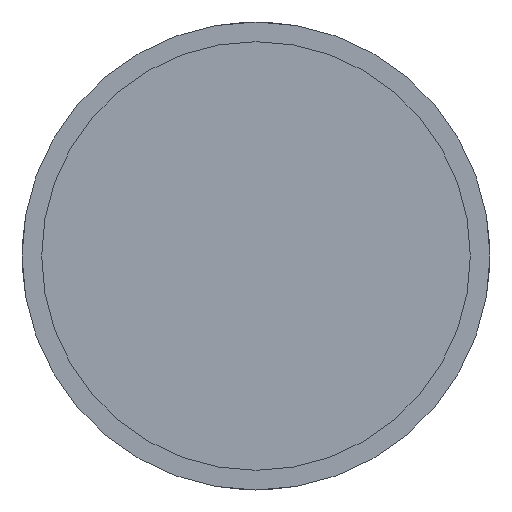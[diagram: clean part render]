
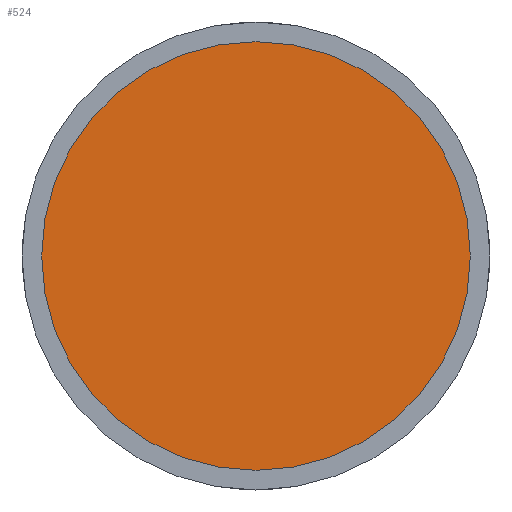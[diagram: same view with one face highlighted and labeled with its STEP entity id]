
A CAD part, front view. The second image highlights one B-rep face of the part: STEP entity #524.
In plain terms, the highlighted planar face has unit normal (0, -1, 0).
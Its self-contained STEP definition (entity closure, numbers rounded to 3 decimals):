
#31 = CARTESIAN_POINT ( 'NONE',  ( 0., 4., 0. ) ) ;
#35 = FACE_OUTER_BOUND ( 'NONE', #602, .T. ) ;
#188 = AXIS2_PLACEMENT_3D ( 'NONE', #31, #874, #784 ) ;
#278 = AXIS2_PLACEMENT_3D ( 'NONE', #953, #722, #701 ) ;
#301 = CARTESIAN_POINT ( 'NONE',  ( 0., 4., 0. ) ) ;
#306 = CARTESIAN_POINT ( 'NONE',  ( 0., 4., -20.15 ) ) ;
#492 = EDGE_CURVE ( 'NONE', #999, #635, #514, .T. ) ;
#514 = CIRCLE ( 'NONE', #889, 20.15 ) ;
#524 = ADVANCED_FACE ( 'NONE', ( #35 ), #883, .T. ) ;
#590 = CARTESIAN_POINT ( 'NONE',  ( 0., 4., 20.15 ) ) ;
#602 = EDGE_LOOP ( 'NONE', ( #813, #933 ) ) ;
#627 = DIRECTION ( 'NONE',  ( 0., 1., 0. ) ) ;
#635 = VERTEX_POINT ( 'NONE', #306 ) ;
#701 = DIRECTION ( 'NONE',  ( 0., 0., -1. ) ) ;
#722 = DIRECTION ( 'NONE',  ( 0., 1., 0. ) ) ;
#742 = CIRCLE ( 'NONE', #278, 20.15 ) ;
#784 = DIRECTION ( 'NONE',  ( 0., 0., -1. ) ) ;
#812 = EDGE_CURVE ( 'NONE', #635, #999, #742, .T. ) ;
#813 = ORIENTED_EDGE ( 'NONE', *, *, #812, .F. ) ;
#874 = DIRECTION ( 'NONE',  ( 0., -1., 0. ) ) ;
#883 = PLANE ( 'NONE',  #188 ) ;
#889 = AXIS2_PLACEMENT_3D ( 'NONE', #301, #627, #968 ) ;
#933 = ORIENTED_EDGE ( 'NONE', *, *, #492, .F. ) ;
#953 = CARTESIAN_POINT ( 'NONE',  ( 0., 4., 0. ) ) ;
#968 = DIRECTION ( 'NONE',  ( 0., 0., -1. ) ) ;
#999 = VERTEX_POINT ( 'NONE', #590 ) ;
